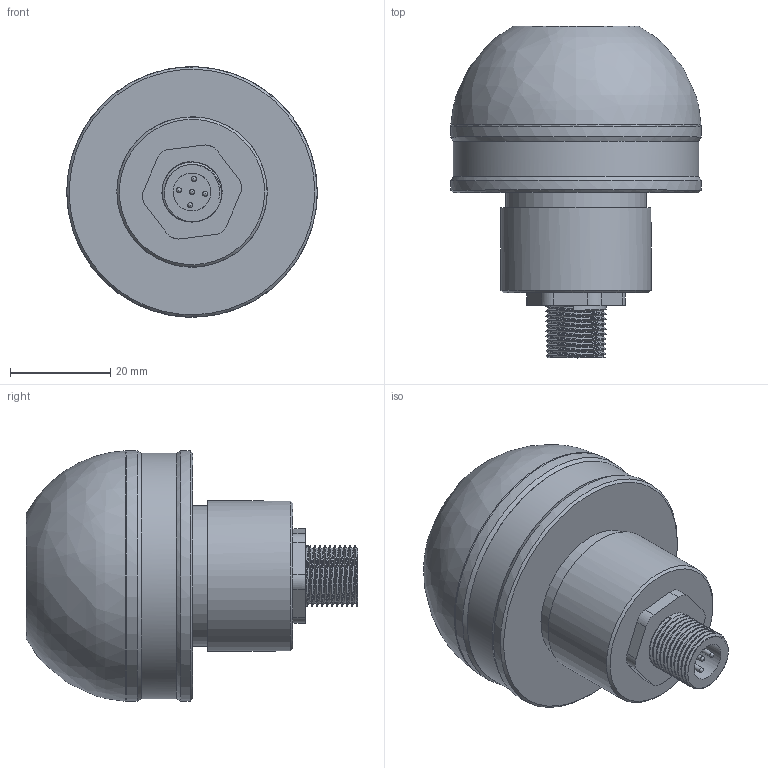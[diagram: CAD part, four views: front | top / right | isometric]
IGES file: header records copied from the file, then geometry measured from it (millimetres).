
Global section: file name: SBP-RGB-R50D-B5; native system: Autodesk Inventor 2020; preprocessor: unknown; author: S. Sandt; organization: di-soric GmbH & Co. KG; date: 20200526.112628; units: millimetre
Bounding box: 50 x 66.25 x 50 mm (x, y, z)
Volume: 69575.9 mm3; surface area: 15532.7 mm2
Topology: 3 solids, 3 shells, 56 faces, 134 edges, 92 vertices
Faces by surface type: bspline 56
